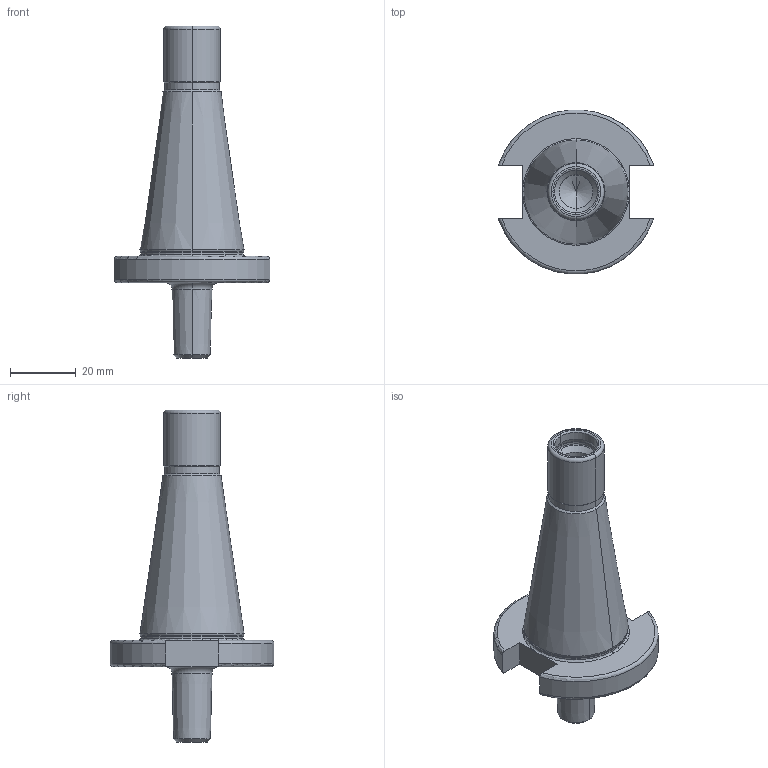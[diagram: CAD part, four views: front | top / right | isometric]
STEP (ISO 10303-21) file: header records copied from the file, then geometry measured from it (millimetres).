
FILE_DESCRIPTION((''),'2;1');
FILE_NAME('301_14_12','2020-09-01T',('103090'),(''),'CREO PARAMETRIC BY PTC INC, 2016260','CREO PARAMETRIC BY PTC INC, 2016260','');
FILE_SCHEMA(('CONFIG_CONTROL_DESIGN'));
Length unit declared in the file: millimetre
Products named in the file (1): 301_14_12
Bounding box: 47.34 x 49.83 x 100.9 mm (x, y, z)
Volume: 42362.4 mm3; surface area: 11144.1 mm2
Topology: 1 solids, 1 shells, 67 faces, 150 edges, 84 vertices
Faces by surface type: cone 22, torus 18, cylinder 16, plane 11
Entity records: 1936 total; most frequent: CARTESIAN_POINT 388, DIRECTION 354, ORIENTED_EDGE 292, AXIS2_PLACEMENT_3D 148, EDGE_CURVE 146, VERTEX_POINT 84, CIRCLE 78, EDGE_LOOP 70
